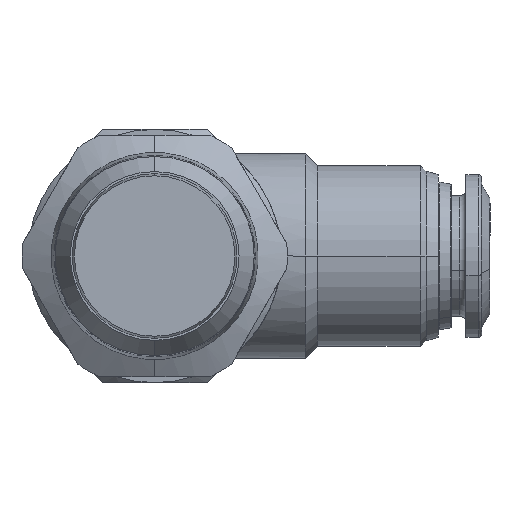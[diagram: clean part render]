
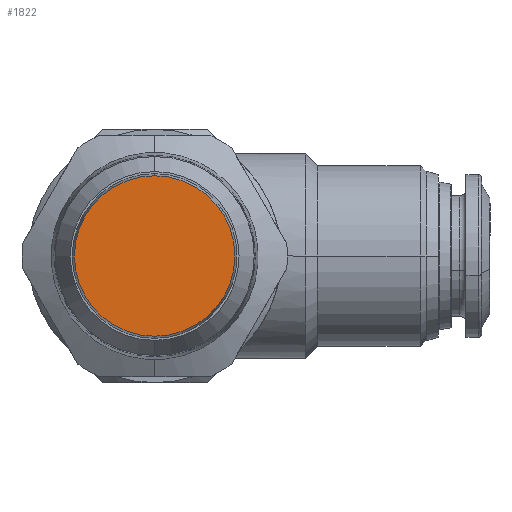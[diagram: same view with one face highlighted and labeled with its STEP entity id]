
A CAD part, front view. The second image highlights one B-rep face of the part: STEP entity #1822.
In plain terms, the highlighted planar face has unit normal (0, -1, 0).
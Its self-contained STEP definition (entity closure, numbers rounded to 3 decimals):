
#540 = VERTEX_POINT ( 'NONE', #3087 ) ;
#544 = VERTEX_POINT ( 'NONE', #3083 ) ;
#1822 = ADVANCED_FACE ( 'NONE', ( #2793 ), #6462, .T. ) ;
#2131 = CARTESIAN_POINT ( 'NONE',  ( 0., 0., 0. ) ) ;
#2132 = DIRECTION ( 'NONE',  ( 0., -1., 0. ) ) ;
#2133 = DIRECTION ( 'NONE',  ( 0., 0., -1. ) ) ;
#2793 = FACE_OUTER_BOUND ( 'NONE', #6810, .T. ) ;
#3083 = CARTESIAN_POINT ( 'NONE',  ( 0., 0., 6.65 ) ) ;
#3087 = CARTESIAN_POINT ( 'NONE',  ( 0., 0., -6.65 ) ) ;
#3662 = CIRCLE ( 'NONE', #5871, 6.65 ) ;
#4073 = ORIENTED_EDGE ( 'NONE', *, *, #5663, .T. ) ;
#4074 = ORIENTED_EDGE ( 'NONE', *, *, #4285, .T. ) ;
#4285 = EDGE_CURVE ( 'NONE', #540, #544, #4534, .T. ) ;
#4534 = CIRCLE ( 'NONE', #6057, 6.65 ) ;
#4713 = AXIS2_PLACEMENT_3D ( 'NONE', #6470, #6471, #6472 ) ;
#5663 = EDGE_CURVE ( 'NONE', #544, #540, #3662, .T. ) ;
#5871 = AXIS2_PLACEMENT_3D ( 'NONE', #2131, #2132, #2133 ) ;
#6057 = AXIS2_PLACEMENT_3D ( 'NONE', #7307, #7308, #7309 ) ;
#6462 = PLANE ( 'NONE',  #4713 ) ;
#6470 = CARTESIAN_POINT ( 'NONE',  ( 0., 0., 0. ) ) ;
#6471 = DIRECTION ( 'NONE',  ( 0., -1., 0. ) ) ;
#6472 = DIRECTION ( 'NONE',  ( 0., 0., -1. ) ) ;
#6810 = EDGE_LOOP ( 'NONE', ( #4073, #4074 ) ) ;
#7307 = CARTESIAN_POINT ( 'NONE',  ( 0., 0., 0. ) ) ;
#7308 = DIRECTION ( 'NONE',  ( 0., -1., 0. ) ) ;
#7309 = DIRECTION ( 'NONE',  ( 0., 0., -1. ) ) ;
